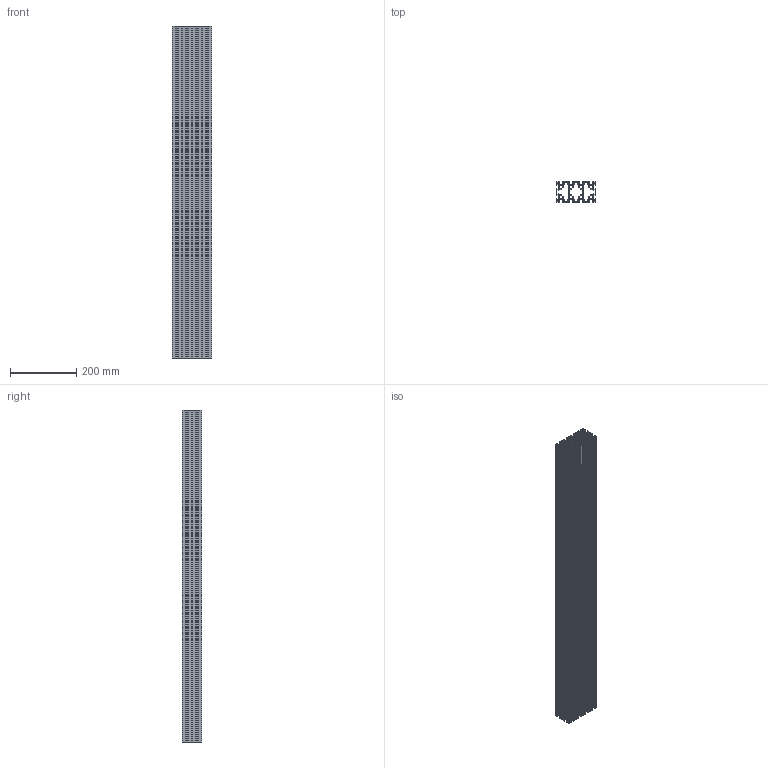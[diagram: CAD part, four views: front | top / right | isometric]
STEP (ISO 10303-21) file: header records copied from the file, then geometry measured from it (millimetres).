
FILE_DESCRIPTION (( 'STEP AP214' ), '1' );
FILE_NAME ('3612L Êîíñòðóêöèîííûé ïðîôèëü 60õ120L.STEP', '2019-02-28T09:38:06', ( 'Ïîëüçîâàòåëü Windows' ), ( '' ), 'SwSTEP 2.0', 'SolidWorks 2018', '' );
FILE_SCHEMA (( 'AUTOMOTIVE_DESIGN' ));
Length unit declared in the file: millimetre
Products named in the file (1): 3612L Êîíñòðóêöèîííûé ïðîôèëü 60õ120L
Bounding box: 120 x 60 x 1000 mm (x, y, z)
Volume: 1108613.6 mm3; surface area: 1644042 mm2
Topology: 1 solids, 1 shells, 1246 faces, 3732 edges, 2488 vertices
Faces by surface type: cylinder 704, plane 542
Entity records: 42546 total; most frequent: DIRECTION 7634, CARTESIAN_POINT 7467, ORIENTED_EDGE 7464, EDGE_CURVE 3732, AXIS2_PLACEMENT_3D 2655, VERTEX_POINT 2488, LINE 2324, VECTOR 2324
